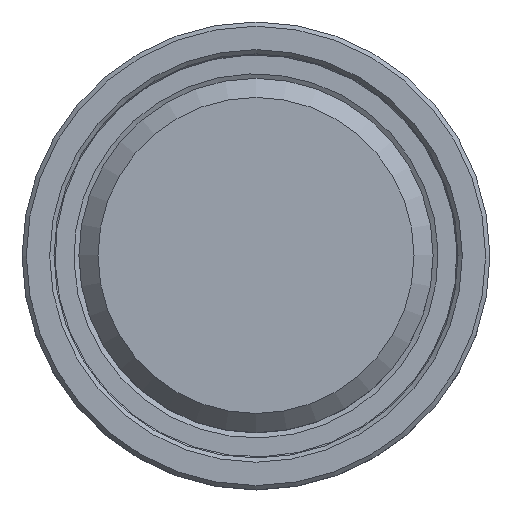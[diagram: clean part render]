
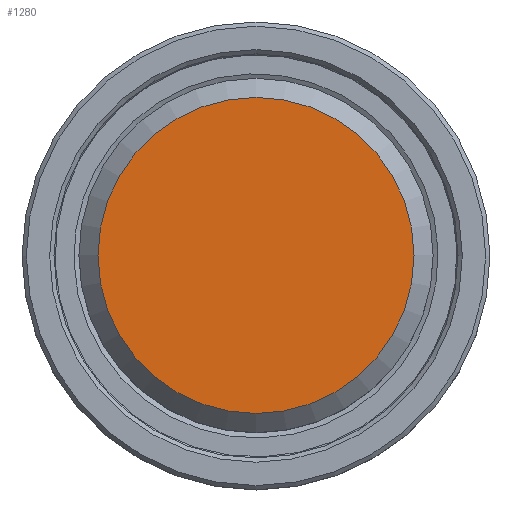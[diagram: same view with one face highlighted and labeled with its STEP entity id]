
A CAD part, top view. The second image highlights one B-rep face of the part: STEP entity #1280.
In plain terms, the highlighted planar face has unit normal (0, 0, 1).
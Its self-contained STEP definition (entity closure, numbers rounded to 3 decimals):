
#1240=CARTESIAN_POINT('',(7.431,0.,17.0));
#1241=VERTEX_POINT('',#1240);
#1242=CARTESIAN_POINT('',(0.0,0.0,17.0));
#1243=DIRECTION('',(0.0,0.0,-1.0));
#1244=DIRECTION('',(-1.0,0.0,0.0));
#1245=AXIS2_PLACEMENT_3D('',#1242,#1243,#1244);
#1246=CIRCLE('',#1245,7.431);
#1247=EDGE_CURVE('',#1241,#1241,#1246,.T.);
#1272=CARTESIAN_POINT('',(0.0,0.0,17.0));
#1273=DIRECTION('',(0.0,0.0,-1.0));
#1274=DIRECTION('',(-1.0,0.0,0.0));
#1275=AXIS2_PLACEMENT_3D('',#1272,#1273,#1274);
#1276=PLANE('',#1275);
#1277=ORIENTED_EDGE('',*,*,#1247,.F.);
#1278=EDGE_LOOP('',(#1277));
#1279=FACE_OUTER_BOUND('',#1278,.T.);
#1280=ADVANCED_FACE('',(#1279),#1276,.F.);
